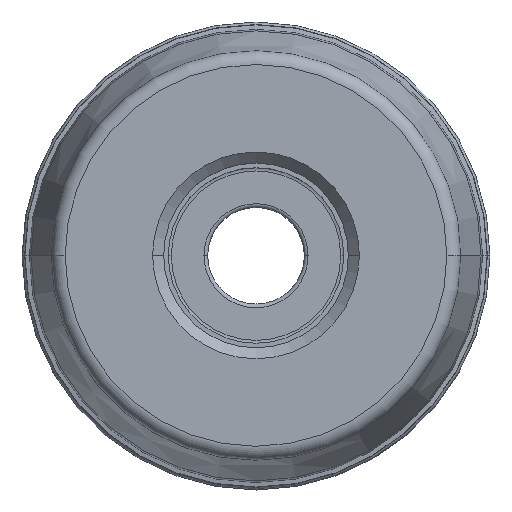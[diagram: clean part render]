
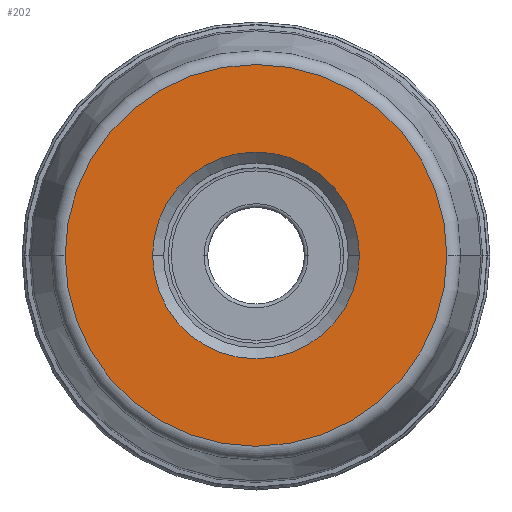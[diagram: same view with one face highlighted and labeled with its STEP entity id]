
A CAD part, top view. The second image highlights one B-rep face of the part: STEP entity #202.
In plain terms, the highlighted planar face has unit normal (0, 0, 1).
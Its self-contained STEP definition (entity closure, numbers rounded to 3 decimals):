
#28=PLANE('',#1878);
#34=FACE_BOUND('',#402,.T.);
#35=FACE_BOUND('',#403,.T.);
#202=ADVANCED_FACE('',(#34,#35),#28,.F.);
#402=EDGE_LOOP('',(#682,#683,#684,#685));
#403=EDGE_LOOP('',(#686,#687,#688,#689));
#682=ORIENTED_EDGE('',*,*,#1192,.F.);
#683=ORIENTED_EDGE('',*,*,#1190,.F.);
#684=ORIENTED_EDGE('',*,*,#1189,.T.);
#685=ORIENTED_EDGE('',*,*,#1193,.T.);
#686=ORIENTED_EDGE('',*,*,#1194,.T.);
#687=ORIENTED_EDGE('',*,*,#1195,.T.);
#688=ORIENTED_EDGE('',*,*,#1196,.T.);
#689=ORIENTED_EDGE('',*,*,#1197,.T.);
#989=VERTEX_POINT('',#3764);
#990=VERTEX_POINT('',#3766);
#991=VERTEX_POINT('',#3768);
#992=VERTEX_POINT('',#3772);
#993=VERTEX_POINT('',#3776);
#994=VERTEX_POINT('',#3777);
#995=VERTEX_POINT('',#3779);
#996=VERTEX_POINT('',#3781);
#1189=EDGE_CURVE('',#990,#989,#1445,.T.);
#1190=EDGE_CURVE('',#990,#991,#1446,.T.);
#1192=EDGE_CURVE('',#991,#992,#1448,.T.);
#1193=EDGE_CURVE('',#989,#992,#1449,.T.);
#1194=EDGE_CURVE('',#993,#994,#1450,.T.);
#1195=EDGE_CURVE('',#994,#995,#1451,.T.);
#1196=EDGE_CURVE('',#995,#996,#1452,.T.);
#1197=EDGE_CURVE('',#996,#993,#1453,.T.);
#1445=CIRCLE('',#1867,20.725);
#1446=CIRCLE('',#1868,20.725);
#1448=CIRCLE('',#1871,20.725);
#1449=CIRCLE('',#1872,20.725);
#1450=CIRCLE('',#1874,11.225);
#1451=CIRCLE('',#1875,11.225);
#1452=CIRCLE('',#1876,11.225);
#1453=CIRCLE('',#1877,11.225);
#1867=AXIS2_PLACEMENT_3D('',#3765,#2290,#2291);
#1868=AXIS2_PLACEMENT_3D('',#3767,#2292,#2293);
#1871=AXIS2_PLACEMENT_3D('',#3771,#2298,#2299);
#1872=AXIS2_PLACEMENT_3D('',#3773,#2300,#2301);
#1874=AXIS2_PLACEMENT_3D('',#3775,#2304,#2305);
#1875=AXIS2_PLACEMENT_3D('',#3778,#2306,#2307);
#1876=AXIS2_PLACEMENT_3D('',#3780,#2308,#2309);
#1877=AXIS2_PLACEMENT_3D('',#3782,#2310,#2311);
#1878=AXIS2_PLACEMENT_3D('',#3783,#2312,#2313);
#2290=DIRECTION('',(0.,0.,1.));
#2291=DIRECTION('',(1.,0.,0.));
#2292=DIRECTION('',(0.,0.,-1.));
#2293=DIRECTION('',(-1.,0.,0.));
#2298=DIRECTION('',(0.,0.,-1.));
#2299=DIRECTION('',(-1.,0.,0.));
#2300=DIRECTION('',(0.,0.,1.));
#2301=DIRECTION('',(1.,0.,0.));
#2304=DIRECTION('',(0.,0.,-1.));
#2305=DIRECTION('',(0.,-1.,0.));
#2306=DIRECTION('',(0.,0.,-1.));
#2307=DIRECTION('',(-1.,0.,0.));
#2308=DIRECTION('',(0.,0.,-1.));
#2309=DIRECTION('',(0.,1.,0.));
#2310=DIRECTION('',(0.,0.,-1.));
#2311=DIRECTION('',(1.,0.,0.));
#2312=DIRECTION('',(0.,0.,-1.));
#2313=DIRECTION('',(1.,0.,0.));
#3764=CARTESIAN_POINT('',(20.725,0.,0.));
#3765=CARTESIAN_POINT('',(0.,0.,0.));
#3766=CARTESIAN_POINT('',(20.725,-0.02,0.));
#3767=CARTESIAN_POINT('',(0.,0.,0.));
#3768=CARTESIAN_POINT('',(-20.725,0.,0.));
#3771=CARTESIAN_POINT('',(0.,0.,0.));
#3772=CARTESIAN_POINT('',(-20.725,0.02,0.));
#3773=CARTESIAN_POINT('',(0.,0.,0.));
#3775=CARTESIAN_POINT('',(0.,0.,0.));
#3776=CARTESIAN_POINT('',(0.,-11.225,0.));
#3777=CARTESIAN_POINT('',(-11.225,0.,0.));
#3778=CARTESIAN_POINT('',(0.,0.,0.));
#3779=CARTESIAN_POINT('',(0.,11.225,0.));
#3780=CARTESIAN_POINT('',(0.,0.,0.));
#3781=CARTESIAN_POINT('',(11.225,0.,0.));
#3782=CARTESIAN_POINT('',(0.,0.,0.));
#3783=CARTESIAN_POINT('',(0.,0.,0.));
